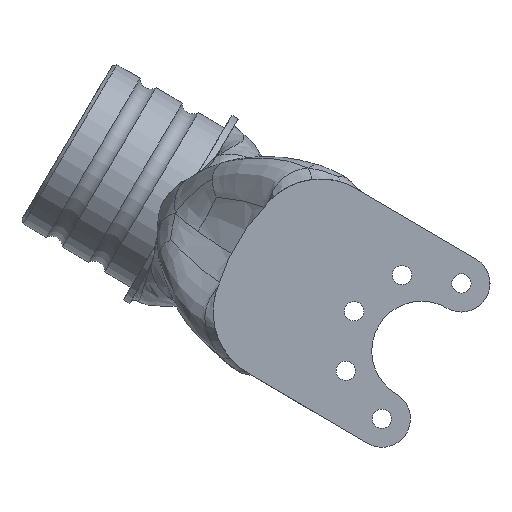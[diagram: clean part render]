
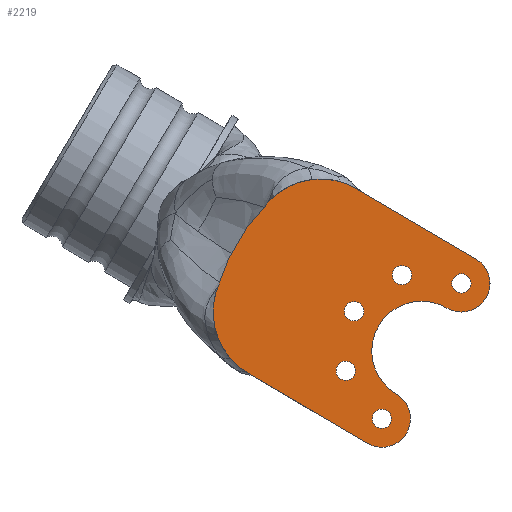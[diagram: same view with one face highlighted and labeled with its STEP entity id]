
A CAD part, left-side view. The second image highlights one B-rep face of the part: STEP entity #2219.
In plain terms, the highlighted planar face has unit normal (-1, 0, 0).
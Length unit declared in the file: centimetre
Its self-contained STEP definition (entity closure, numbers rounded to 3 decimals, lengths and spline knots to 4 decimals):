
#31=LINE('',#9442,#71);
#32=LINE('',#9445,#72);
#71=VECTOR('',#2597,100.);
#72=VECTOR('',#2600,100.);
#112=FACE_BOUND('',#471,.T.);
#113=FACE_BOUND('',#472,.T.);
#114=FACE_BOUND('',#473,.T.);
#115=FACE_BOUND('',#474,.T.);
#116=FACE_BOUND('',#475,.T.);
#248=PLANE('',#2384);
#316=FACE_OUTER_BOUND('',#470,.T.);
#470=EDGE_LOOP('',(#1785,#1786,#1787,#1788,#1789,#1790,#1791,#1792));
#471=EDGE_LOOP('',(#1793));
#472=EDGE_LOOP('',(#1794));
#473=EDGE_LOOP('',(#1795));
#474=EDGE_LOOP('',(#1796));
#475=EDGE_LOOP('',(#1797));
#597=CIRCLE('',#2374,1.);
#600=CIRCLE('',#2379,1.);
#601=CIRCLE('',#2381,3.);
#602=CIRCLE('',#2385,0.4);
#603=CIRCLE('',#2386,0.7);
#604=CIRCLE('',#2387,0.4);
#605=CIRCLE('',#2388,0.135);
#606=CIRCLE('',#2389,0.135);
#607=CIRCLE('',#2390,0.135);
#608=CIRCLE('',#2391,0.135);
#609=CIRCLE('',#2392,0.135);
#1018=VERTEX_POINT('',#9364);
#1019=VERTEX_POINT('',#9366);
#1023=VERTEX_POINT('',#9432);
#1024=VERTEX_POINT('',#9434);
#1025=VERTEX_POINT('',#9440);
#1026=VERTEX_POINT('',#9444);
#1027=VERTEX_POINT('',#9448);
#1028=VERTEX_POINT('',#9450);
#1029=VERTEX_POINT('',#9453);
#1030=VERTEX_POINT('',#9455);
#1031=VERTEX_POINT('',#9457);
#1032=VERTEX_POINT('',#9459);
#1033=VERTEX_POINT('',#9461);
#1296=EDGE_CURVE('',#1018,#1019,#597,.T.);
#1304=EDGE_CURVE('',#1023,#1024,#600,.T.);
#1306=EDGE_CURVE('',#1024,#1018,#601,.T.);
#1308=EDGE_CURVE('',#1025,#1023,#31,.T.);
#1309=EDGE_CURVE('',#1019,#1026,#32,.T.);
#1311=EDGE_CURVE('',#1027,#1025,#602,.T.);
#1312=EDGE_CURVE('',#1028,#1027,#603,.T.);
#1313=EDGE_CURVE('',#1026,#1028,#604,.T.);
#1314=EDGE_CURVE('',#1029,#1029,#605,.T.);
#1315=EDGE_CURVE('',#1030,#1030,#606,.T.);
#1316=EDGE_CURVE('',#1031,#1031,#607,.T.);
#1317=EDGE_CURVE('',#1032,#1032,#608,.T.);
#1318=EDGE_CURVE('',#1033,#1033,#609,.T.);
#1785=ORIENTED_EDGE('',*,*,#1309,.F.);
#1786=ORIENTED_EDGE('',*,*,#1296,.F.);
#1787=ORIENTED_EDGE('',*,*,#1306,.F.);
#1788=ORIENTED_EDGE('',*,*,#1304,.F.);
#1789=ORIENTED_EDGE('',*,*,#1308,.F.);
#1790=ORIENTED_EDGE('',*,*,#1311,.F.);
#1791=ORIENTED_EDGE('',*,*,#1312,.F.);
#1792=ORIENTED_EDGE('',*,*,#1313,.F.);
#1793=ORIENTED_EDGE('',*,*,#1314,.T.);
#1794=ORIENTED_EDGE('',*,*,#1315,.T.);
#1795=ORIENTED_EDGE('',*,*,#1316,.T.);
#1796=ORIENTED_EDGE('',*,*,#1317,.T.);
#1797=ORIENTED_EDGE('',*,*,#1318,.T.);
#2219=ADVANCED_FACE('',(#316,#112,#113,#114,#115,#116),#248,.T.);
#2374=AXIS2_PLACEMENT_3D('',#9367,#2575,#2576);
#2379=AXIS2_PLACEMENT_3D('',#9435,#2587,#2588);
#2381=AXIS2_PLACEMENT_3D('',#9438,#2592,#2593);
#2384=AXIS2_PLACEMENT_3D('',#9447,#2602,#2603);
#2385=AXIS2_PLACEMENT_3D('',#9449,#2604,#2605);
#2386=AXIS2_PLACEMENT_3D('',#9451,#2606,#2607);
#2387=AXIS2_PLACEMENT_3D('',#9452,#2608,#2609);
#2388=AXIS2_PLACEMENT_3D('',#9454,#2610,#2611);
#2389=AXIS2_PLACEMENT_3D('',#9456,#2612,#2613);
#2390=AXIS2_PLACEMENT_3D('',#9458,#2614,#2615);
#2391=AXIS2_PLACEMENT_3D('',#9460,#2616,#2617);
#2392=AXIS2_PLACEMENT_3D('',#9462,#2618,#2619);
#2575=DIRECTION('center_axis',(1.,0.,0.));
#2576=DIRECTION('ref_axis',(0.,0.127,0.992));
#2587=DIRECTION('center_axis',(1.,0.,0.));
#2588=DIRECTION('ref_axis',(0.,0.929,-0.371));
#2592=DIRECTION('center_axis',(1.,0.,0.));
#2593=DIRECTION('ref_axis',(0.,0.,-1.));
#2597=DIRECTION('',(0.,0.862,0.507));
#2600=DIRECTION('',(0.,-0.862,-0.507));
#2602=DIRECTION('center_axis',(-1.,0.,0.));
#2603=DIRECTION('ref_axis',(0.,0.,-1.));
#2604=DIRECTION('center_axis',(1.,0.,0.));
#2605=DIRECTION('ref_axis',(0.,0.,-1.));
#2606=DIRECTION('center_axis',(-1.,0.,0.));
#2607=DIRECTION('ref_axis',(0.,0.,-1.));
#2608=DIRECTION('center_axis',(1.,0.,0.));
#2609=DIRECTION('ref_axis',(0.,0.,1.));
#2610=DIRECTION('center_axis',(1.,0.,0.));
#2611=DIRECTION('ref_axis',(0.,0.,-1.));
#2612=DIRECTION('center_axis',(1.,0.,0.));
#2613=DIRECTION('ref_axis',(0.,0.,-1.));
#2614=DIRECTION('center_axis',(1.,0.,0.));
#2615=DIRECTION('ref_axis',(0.,0.,-1.));
#2616=DIRECTION('center_axis',(1.,0.,0.));
#2617=DIRECTION('ref_axis',(0.,0.,-1.));
#2618=DIRECTION('center_axis',(1.,0.,0.));
#2619=DIRECTION('ref_axis',(0.,0.,-1.));
#9364=CARTESIAN_POINT('',(-5.06,2.1235,2.1191));
#9366=CARTESIAN_POINT('',(-5.06,0.9087,2.2747));
#9367=CARTESIAN_POINT('Origin',(-5.06,1.4157,1.4128));
#9432=CARTESIAN_POINT('',(-5.06,2.4296,-0.3112));
#9434=CARTESIAN_POINT('',(-5.06,2.884,0.8262));
#9435=CARTESIAN_POINT('Origin',(-5.06,1.9227,0.5508));
#9438=CARTESIAN_POINT('Origin',(-5.06,0.,0.));
#9440=CARTESIAN_POINT('',(-5.06,0.7605,-1.2929));
#9442=CARTESIAN_POINT('',(-5.06,0.7605,-1.2929));
#9444=CARTESIAN_POINT('',(-5.06,-0.7605,1.2929));
#9445=CARTESIAN_POINT('',(-5.06,-0.7605,1.2929));
#9447=CARTESIAN_POINT('Origin',(-5.06,0.,0.));
#9448=CARTESIAN_POINT('',(-5.06,0.3549,-0.6034));
#9449=CARTESIAN_POINT('Origin',(-5.06,0.5577,-0.9481));
#9450=CARTESIAN_POINT('',(-5.06,-0.3549,0.6034));
#9451=CARTESIAN_POINT('Origin',(-5.06,0.,0.));
#9452=CARTESIAN_POINT('Origin',(-5.06,-0.5577,0.9481));
#9453=CARTESIAN_POINT('',(-5.06,1.0648,-0.4111));
#9454=CARTESIAN_POINT('Origin',(-5.06,1.0648,-0.2761));
#9455=CARTESIAN_POINT('',(-5.06,0.2761,0.9298));
#9456=CARTESIAN_POINT('Origin',(-5.06,0.2761,1.0648));
#9457=CARTESIAN_POINT('',(-5.06,-0.5577,0.8131));
#9458=CARTESIAN_POINT('Origin',(-5.06,-0.5577,0.9481));
#9459=CARTESIAN_POINT('',(-5.06,0.9481,0.4227));
#9460=CARTESIAN_POINT('Origin',(-5.06,0.9481,0.5577));
#9461=CARTESIAN_POINT('',(-5.06,0.5577,-1.0831));
#9462=CARTESIAN_POINT('Origin',(-5.06,0.5577,-0.9481));
